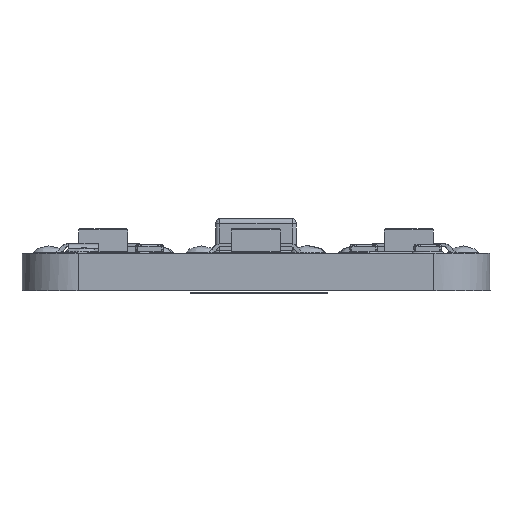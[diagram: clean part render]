
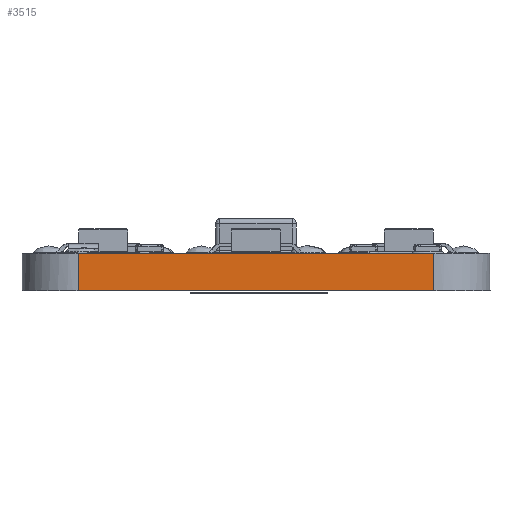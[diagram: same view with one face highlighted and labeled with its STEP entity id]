
A CAD part, front view. The second image highlights one B-rep face of the part: STEP entity #3515.
In plain terms, the highlighted planar face has unit normal (0, -1, 0).
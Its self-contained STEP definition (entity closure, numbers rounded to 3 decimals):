
#3515=ADVANCED_FACE('',(#4707),#18753,.T.);
#4707=FACE_OUTER_BOUND('',#5957,.T.);
#5957=EDGE_LOOP('',(#11267,#11268,#11269,#11270));
#11267=ORIENTED_EDGE('',*,*,#13988,.F.);
#11268=ORIENTED_EDGE('',*,*,#13990,.T.);
#11269=ORIENTED_EDGE('',*,*,#13991,.T.);
#11270=ORIENTED_EDGE('',*,*,#13992,.T.);
#13988=EDGE_CURVE('',#17846,#17847,#16114,.T.);
#13990=EDGE_CURVE('',#17846,#17848,#16115,.T.);
#13991=EDGE_CURVE('',#17848,#17849,#16116,.T.);
#13992=EDGE_CURVE('',#17849,#17847,#16117,.T.);
#16114=B_SPLINE_CURVE_WITH_KNOTS('',1,(#43898,#43899),.UNSPECIFIED.,.F.,
 .F.,(2,2),(0.,0.451),.UNSPECIFIED.);
#16115=B_SPLINE_CURVE_WITH_KNOTS('',1,(#43905,#43906),.UNSPECIFIED.,.F.,
 .F.,(2,2),(0.,9.5),.UNSPECIFIED.);
#16116=B_SPLINE_CURVE_WITH_KNOTS('',1,(#43907,#43908),.UNSPECIFIED.,.F.,
 .F.,(2,2),(0.,0.451),.UNSPECIFIED.);
#16117=B_SPLINE_CURVE_WITH_KNOTS('',1,(#43909,#43910),.UNSPECIFIED.,.F.,
 .F.,(2,2),(0.,9.5),.UNSPECIFIED.);
#17846=VERTEX_POINT('',#43833);
#17847=VERTEX_POINT('',#43834);
#17848=VERTEX_POINT('',#43835);
#17849=VERTEX_POINT('',#43836);
#18753=PLANE('',#19362);
#19362=AXIS2_PLACEMENT_3D('',#43692,#19955,$);
#19955=DIRECTION('',(0.,-1.,0.));
#43692=CARTESIAN_POINT('',(5.7,-8.25,1.429));
#43833=CARTESIAN_POINT('',(4.75,-8.25,0.));
#43834=CARTESIAN_POINT('',(4.75,-8.25,-1.));
#43835=CARTESIAN_POINT('',(-4.75,-8.25,0.));
#43836=CARTESIAN_POINT('',(-4.75,-8.25,-1.));
#43898=CARTESIAN_POINT('',(4.75,-8.25,0.));
#43899=CARTESIAN_POINT('',(4.75,-8.25,-1.));
#43905=CARTESIAN_POINT('',(4.75,-8.25,0.));
#43906=CARTESIAN_POINT('',(-4.75,-8.25,0.));
#43907=CARTESIAN_POINT('',(-4.75,-8.25,0.));
#43908=CARTESIAN_POINT('',(-4.75,-8.25,-1.));
#43909=CARTESIAN_POINT('',(-4.75,-8.25,-1.));
#43910=CARTESIAN_POINT('',(4.75,-8.25,-1.));
